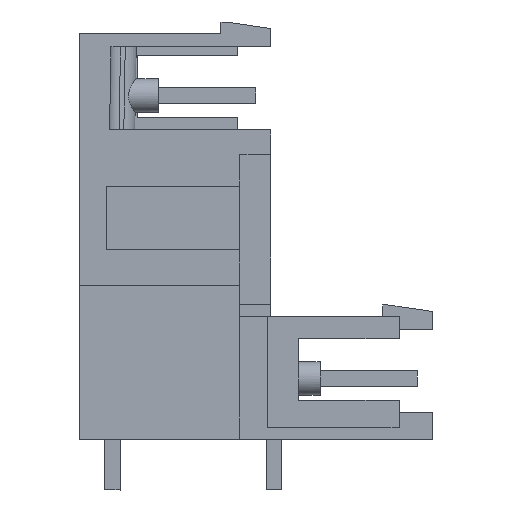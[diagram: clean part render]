
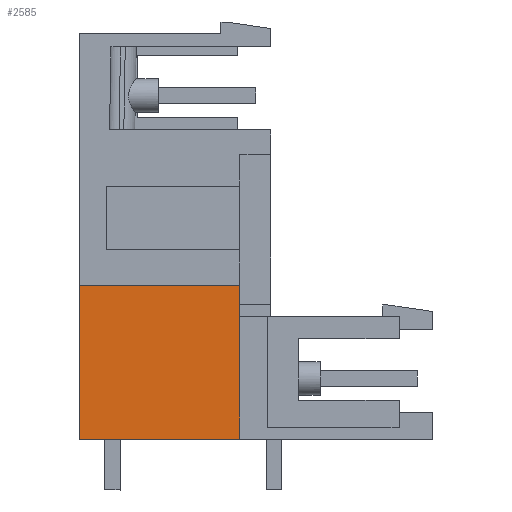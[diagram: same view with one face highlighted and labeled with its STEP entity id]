
A CAD part, left-side view. The second image highlights one B-rep face of the part: STEP entity #2585.
In plain terms, the highlighted planar face has unit normal (-1, 0, 0).
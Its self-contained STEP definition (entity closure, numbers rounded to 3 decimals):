
#2565=AXIS2_PLACEMENT_3D('Plane Axis2P3D',#2562,#2563,#2564) ;
#1217=CARTESIAN_POINT('Vertex',(1.54,12.1,3.2)) ;
#1220=CARTESIAN_POINT('Line Origine',(1.54,17.13,3.2)) ;
#1224=CARTESIAN_POINT('Vertex',(1.54,22.16,3.2)) ;
#2541=CARTESIAN_POINT('Line Origine',(1.54,22.16,8.025)) ;
#2545=CARTESIAN_POINT('Vertex',(1.54,22.16,12.85)) ;
#2562=CARTESIAN_POINT('Axis2P3D Location',(1.54,12.1,3.2)) ;
#2567=CARTESIAN_POINT('Line Origine',(1.54,12.1,8.025)) ;
#2571=CARTESIAN_POINT('Vertex',(1.54,12.1,12.85)) ;
#2574=CARTESIAN_POINT('Line Origine',(1.54,17.13,12.85)) ;
#1221=DIRECTION('Vector Direction',(0.,1.,0.)) ;
#2542=DIRECTION('Vector Direction',(0.,0.,1.)) ;
#2563=DIRECTION('Axis2P3D Direction',(-1.,0.,0.)) ;
#2564=DIRECTION('Axis2P3D XDirection',(0.,0.,1.)) ;
#2568=DIRECTION('Vector Direction',(0.,0.,1.)) ;
#2575=DIRECTION('Vector Direction',(0.,1.,0.)) ;
#1222=VECTOR('Line Direction',#1221,1.) ;
#2543=VECTOR('Line Direction',#2542,1.) ;
#2569=VECTOR('Line Direction',#2568,1.) ;
#2576=VECTOR('Line Direction',#2575,1.) ;
#2580=ORIENTED_EDGE('',*,*,#1226,.F.) ;
#2581=ORIENTED_EDGE('',*,*,#2573,.T.) ;
#2582=ORIENTED_EDGE('',*,*,#2578,.T.) ;
#2583=ORIENTED_EDGE('',*,*,#2547,.F.) ;
#2585=ADVANCED_FACE('HOUSING',(#2584),#2566,.T.) ;
#1226=EDGE_CURVE('',#1218,#1225,#1223,.T.) ;
#2547=EDGE_CURVE('',#1225,#2546,#2544,.T.) ;
#2573=EDGE_CURVE('',#1218,#2572,#2570,.T.) ;
#2578=EDGE_CURVE('',#2572,#2546,#2577,.T.) ;
#2579=EDGE_LOOP('',(#2580,#2581,#2582,#2583)) ;
#2584=FACE_OUTER_BOUND('',#2579,.T.) ;
#1223=LINE('Line',#1220,#1222) ;
#2544=LINE('Line',#2541,#2543) ;
#2570=LINE('Line',#2567,#2569) ;
#2577=LINE('Line',#2574,#2576) ;
#2566=PLANE('',#2565) ;
#1218=VERTEX_POINT('',#1217) ;
#1225=VERTEX_POINT('',#1224) ;
#2546=VERTEX_POINT('',#2545) ;
#2572=VERTEX_POINT('',#2571) ;
